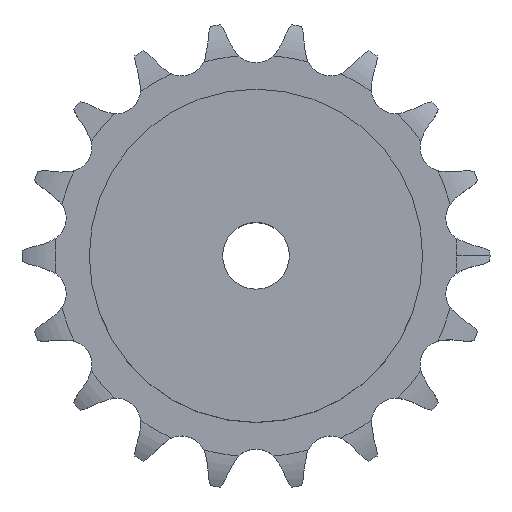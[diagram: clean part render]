
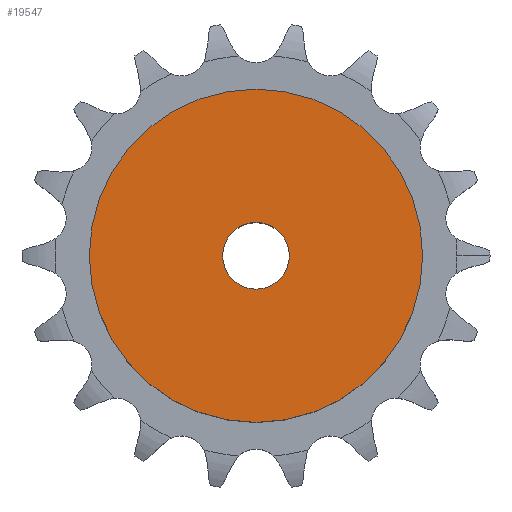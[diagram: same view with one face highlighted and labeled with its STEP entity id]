
A CAD part, top view. The second image highlights one B-rep face of the part: STEP entity #19547.
In plain terms, the highlighted planar face has unit normal (0, 0, 1).
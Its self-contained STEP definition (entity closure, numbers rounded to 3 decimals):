
#2712 = CYLINDRICAL_SURFACE('',#2713,35.);
#2713 = AXIS2_PLACEMENT_3D('',#2714,#2715,#2716);
#2714 = CARTESIAN_POINT('',(0.,0.,0.));
#2715 = DIRECTION('',(-0.,-0.,-1.));
#2716 = DIRECTION('',(1.,0.,0.));
#12412 = VERTEX_POINT('',#12413);
#12413 = CARTESIAN_POINT('',(35.,0.,30.));
#12434 = EDGE_CURVE('',#12412,#12412,#12435,.T.);
#12435 = SURFACE_CURVE('',#12436,(#12441,#12448),.PCURVE_S1.);
#12436 = CIRCLE('',#12437,35.);
#12437 = AXIS2_PLACEMENT_3D('',#12438,#12439,#12440);
#12438 = CARTESIAN_POINT('',(0.,0.,30.));
#12439 = DIRECTION('',(0.,0.,1.));
#12440 = DIRECTION('',(1.,0.,0.));
#12441 = PCURVE('',#2712,#12442);
#12442 = DEFINITIONAL_REPRESENTATION('',(#12443),#12447);
#12443 = LINE('',#12444,#12445);
#12444 = CARTESIAN_POINT('',(-0.,-30.));
#12445 = VECTOR('',#12446,1.);
#12446 = DIRECTION('',(-1.,0.));
#12447 = ( GEOMETRIC_REPRESENTATION_CONTEXT(2) 
PARAMETRIC_REPRESENTATION_CONTEXT() REPRESENTATION_CONTEXT('2D SPACE',''
  ) );
#12448 = PCURVE('',#12449,#12454);
#12449 = PLANE('',#12450);
#12450 = AXIS2_PLACEMENT_3D('',#12451,#12452,#12453);
#12451 = CARTESIAN_POINT('',(0.,0.,30.)
  );
#12452 = DIRECTION('',(0.,0.,1.));
#12453 = DIRECTION('',(1.,0.,0.));
#12454 = DEFINITIONAL_REPRESENTATION('',(#12455),#12459);
#12455 = CIRCLE('',#12456,35.);
#12456 = AXIS2_PLACEMENT_2D('',#12457,#12458);
#12457 = CARTESIAN_POINT('',(0.,0.));
#12458 = DIRECTION('',(1.,0.));
#12459 = ( GEOMETRIC_REPRESENTATION_CONTEXT(2) 
PARAMETRIC_REPRESENTATION_CONTEXT() REPRESENTATION_CONTEXT('2D SPACE',''
  ) );
#16636 = CYLINDRICAL_SURFACE('',#16637,7.);
#16637 = AXIS2_PLACEMENT_3D('',#16638,#16639,#16640);
#16638 = CARTESIAN_POINT('',(0.,0.,156.125));
#16639 = DIRECTION('',(0.,0.,1.));
#16640 = DIRECTION('',(1.,0.,0.));
#19547 = ADVANCED_FACE('',(#19548,#19551),#12449,.T.);
#19548 = FACE_BOUND('',#19549,.T.);
#19549 = EDGE_LOOP('',(#19550));
#19550 = ORIENTED_EDGE('',*,*,#12434,.T.);
#19551 = FACE_BOUND('',#19552,.T.);
#19552 = EDGE_LOOP('',(#19553));
#19553 = ORIENTED_EDGE('',*,*,#19554,.F.);
#19554 = EDGE_CURVE('',#19555,#19555,#19557,.T.);
#19555 = VERTEX_POINT('',#19556);
#19556 = CARTESIAN_POINT('',(7.,0.,30.));
#19557 = SURFACE_CURVE('',#19558,(#19563,#19570),.PCURVE_S1.);
#19558 = CIRCLE('',#19559,7.);
#19559 = AXIS2_PLACEMENT_3D('',#19560,#19561,#19562);
#19560 = CARTESIAN_POINT('',(0.,0.,30.));
#19561 = DIRECTION('',(0.,0.,1.));
#19562 = DIRECTION('',(1.,0.,0.));
#19563 = PCURVE('',#12449,#19564);
#19564 = DEFINITIONAL_REPRESENTATION('',(#19565),#19569);
#19565 = CIRCLE('',#19566,7.);
#19566 = AXIS2_PLACEMENT_2D('',#19567,#19568);
#19567 = CARTESIAN_POINT('',(0.,0.));
#19568 = DIRECTION('',(1.,0.));
#19569 = ( GEOMETRIC_REPRESENTATION_CONTEXT(2) 
PARAMETRIC_REPRESENTATION_CONTEXT() REPRESENTATION_CONTEXT('2D SPACE',''
  ) );
#19570 = PCURVE('',#16636,#19571);
#19571 = DEFINITIONAL_REPRESENTATION('',(#19572),#19576);
#19572 = LINE('',#19573,#19574);
#19573 = CARTESIAN_POINT('',(0.,-126.125));
#19574 = VECTOR('',#19575,1.);
#19575 = DIRECTION('',(1.,0.));
#19576 = ( GEOMETRIC_REPRESENTATION_CONTEXT(2) 
PARAMETRIC_REPRESENTATION_CONTEXT() REPRESENTATION_CONTEXT('2D SPACE',''
  ) );
